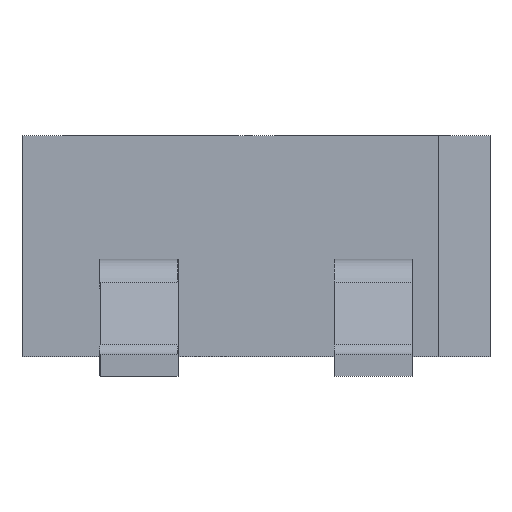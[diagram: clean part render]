
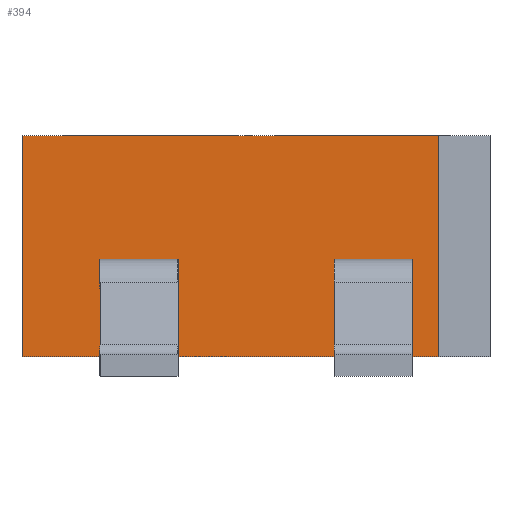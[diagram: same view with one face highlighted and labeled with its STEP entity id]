
A CAD part, left-side view. The second image highlights one B-rep face of the part: STEP entity #394.
In plain terms, the highlighted planar face has unit normal (-1, 0, 0).
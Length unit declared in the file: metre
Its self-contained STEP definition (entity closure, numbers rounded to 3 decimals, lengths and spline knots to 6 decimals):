
#382 = EDGE_CURVE( '', #992, #993, #994, .T. );
#394 = ADVANCED_FACE( '', ( #1014 ), #1015, .F. );
#460 = EDGE_CURVE( '', #1113, #1114, #1115, .T. );
#466 = EDGE_CURVE( '', #1113, #992, #1122, .T. );
#774 = EDGE_CURVE( '', #1114, #993, #1517, .T. );
#992 = VERTEX_POINT( '', #1787 );
#993 = VERTEX_POINT( '', #1788 );
#994 = LINE( '', #1789, #1790 );
#1014 = FACE_OUTER_BOUND( '', #1818, .T. );
#1015 = PLANE( '', #1819 );
#1113 = VERTEX_POINT( '', #1959 );
#1114 = VERTEX_POINT( '', #1960 );
#1115 = LINE( '', #1961, #1962 );
#1122 = LINE( '', #1972, #1973 );
#1517 = LINE( '', #2566, #2567 );
#1787 = CARTESIAN_POINT( '', ( -0.001454, 0.0018, 0.00015 ) );
#1788 = CARTESIAN_POINT( '', ( -0.001454, -0.0014, 0.00015 ) );
#1789 = CARTESIAN_POINT( '', ( -0.001454, 0.0018, 0.00015 ) );
#1790 = VECTOR( '', #2795, 1. );
#1818 = EDGE_LOOP( '', ( #2806, #2807, #2808, #2809 ) );
#1819 = AXIS2_PLACEMENT_3D( '', #2810, #2811, #2812 );
#1959 = CARTESIAN_POINT( '', ( -0.001454, 0.0018, 0.00185 ) );
#1960 = CARTESIAN_POINT( '', ( -0.001454, -0.0014, 0.00185 ) );
#1961 = CARTESIAN_POINT( '', ( -0.001454, 0.0018, 0.00185 ) );
#1962 = VECTOR( '', #2940, 1. );
#1972 = CARTESIAN_POINT( '', ( -0.001454, 0.0018, 0.00185 ) );
#1973 = VECTOR( '', #2958, 1. );
#2566 = CARTESIAN_POINT( '', ( -0.001454, -0.0014, 0.00185 ) );
#2567 = VECTOR( '', #3499, 1. );
#2795 = DIRECTION( '', ( 0., -1., 0. ) );
#2806 = ORIENTED_EDGE( '', *, *, #466, .T. );
#2807 = ORIENTED_EDGE( '', *, *, #382, .T. );
#2808 = ORIENTED_EDGE( '', *, *, #774, .F. );
#2809 = ORIENTED_EDGE( '', *, *, #460, .F. );
#2810 = CARTESIAN_POINT( '', ( -0.001454, 0.0018, 0.00185 ) );
#2811 = DIRECTION( '', ( 1., 0., 0. ) );
#2812 = DIRECTION( '', ( 0., 1., 0. ) );
#2940 = DIRECTION( '', ( 0., -1., 0. ) );
#2958 = DIRECTION( '', ( 0., 0., -1. ) );
#3499 = DIRECTION( '', ( 0., 0., -1. ) );
